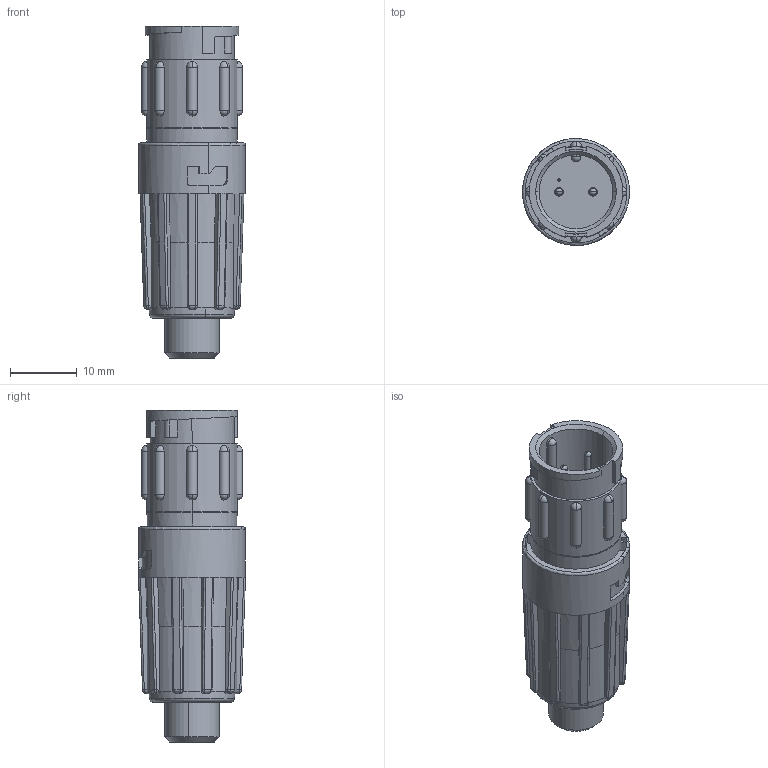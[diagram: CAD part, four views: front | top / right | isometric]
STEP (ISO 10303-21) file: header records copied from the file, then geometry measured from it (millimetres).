
FILE_DESCRIPTION (( 'STEP AP203' ), '1' );
FILE_NAME ('8280-2PG-5XX.STEP', '2021-03-03T15:36:48', ( '' ), ( '' ), 'SwSTEP 2.0', 'SolidWorks 2020', '' );
FILE_SCHEMA (( 'CONFIG_CONTROL_DESIGN' ));
Length unit declared in the file: inch
Products named in the file (1): 8280-2PG-5XX
Bounding box: 16 x 16 x 49.66 mm (x, y, z)
Volume: 6331.6 mm3; surface area: 3404.4 mm2
Topology: 3 solids, 3 shells, 330 faces, 925 edges, 555 vertices
Faces by surface type: plane 97, bspline 82, cylinder 79, sphere 38, cone 28, torus 6
Entity records: 17286 total; most frequent: CARTESIAN_POINT 9933, ORIENTED_EDGE 1664, DIRECTION 1317, EDGE_CURVE 832, VERTEX_POINT 520, AXIS2_PLACEMENT_3D 513, EDGE_LOOP 346, ADVANCED_FACE 330
